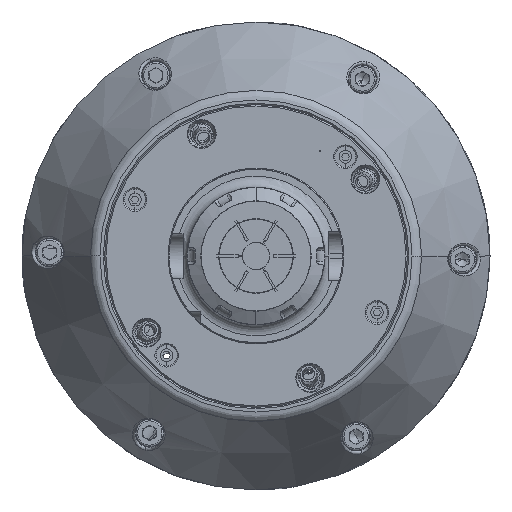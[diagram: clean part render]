
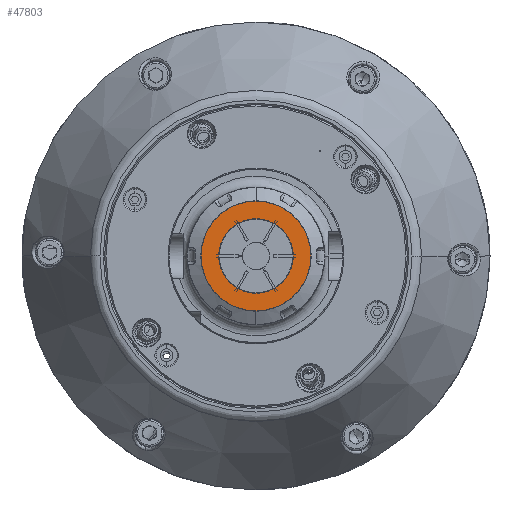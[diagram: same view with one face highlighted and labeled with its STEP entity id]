
A CAD part, left-side view. The second image highlights one B-rep face of the part: STEP entity #47803.
In plain terms, the highlighted planar face has unit normal (-1, 0, 0).
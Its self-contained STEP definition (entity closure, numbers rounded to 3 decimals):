
#5710 = AXIS2_PLACEMENT_3D ( 'NONE', #40640, #40641, #40642 ) ;
#5711 = AXIS2_PLACEMENT_3D ( 'NONE', #40644, #40645, #40646 ) ;
#5712 = AXIS2_PLACEMENT_3D ( 'NONE', #40647, #40648, #40649 ) ;
#5722 = AXIS2_PLACEMENT_3D ( 'NONE', #40688, #40689, #40690 ) ;
#6063 = FACE_OUTER_BOUND ( 'NONE', #37790, .T. ) ;
#6067 = FACE_BOUND ( 'NONE', #37785, .T. ) ;
#13418 = EDGE_CURVE ( 'NONE', #30958, #30661, #41339, .T. ) ;
#13420 = EDGE_CURVE ( 'NONE', #30678, #30520, #41342, .T. ) ;
#13422 = EDGE_CURVE ( 'NONE', #30520, #30678, #41338, .T. ) ;
#13452 = EDGE_CURVE ( 'NONE', #30661, #30958, #41323, .T. ) ;
#29359 = CARTESIAN_POINT ( 'NONE',  ( -103.97, 0., 13.55 ) ) ;
#29362 = PLANE ( 'NONE',  #53512 ) ;
#29364 = DIRECTION ( 'NONE',  ( -1., 0., 0. ) ) ;
#29365 = DIRECTION ( 'NONE',  ( 0., 0., -1. ) ) ;
#30520 = VERTEX_POINT ( 'NONE', #34974 ) ;
#30661 = VERTEX_POINT ( 'NONE', #35043 ) ;
#30678 = VERTEX_POINT ( 'NONE', #35051 ) ;
#30958 = VERTEX_POINT ( 'NONE', #35187 ) ;
#31754 = ORIENTED_EDGE ( 'NONE', *, *, #13422, .T. ) ;
#31757 = ORIENTED_EDGE ( 'NONE', *, *, #13420, .T. ) ;
#31759 = ORIENTED_EDGE ( 'NONE', *, *, #13452, .F. ) ;
#31761 = ORIENTED_EDGE ( 'NONE', *, *, #13418, .F. ) ;
#34974 = CARTESIAN_POINT ( 'NONE',  ( -103.97, 0., 13.55 ) ) ;
#35043 = CARTESIAN_POINT ( 'NONE',  ( -103.97, 0., 19.946 ) ) ;
#35051 = CARTESIAN_POINT ( 'NONE',  ( -103.97, 0., -13.55 ) ) ;
#35187 = CARTESIAN_POINT ( 'NONE',  ( -103.97, 0., -19.946 ) ) ;
#37785 = EDGE_LOOP ( 'NONE', ( #31754, #31757 ) ) ;
#37790 = EDGE_LOOP ( 'NONE', ( #31759, #31761 ) ) ;
#40640 = CARTESIAN_POINT ( 'NONE',  ( -103.97, 0., 0. ) ) ;
#40641 = DIRECTION ( 'NONE',  ( 1., 0., 0. ) ) ;
#40642 = DIRECTION ( 'NONE',  ( 0., 0., 1. ) ) ;
#40644 = CARTESIAN_POINT ( 'NONE',  ( -103.97, 0., 0. ) ) ;
#40645 = DIRECTION ( 'NONE',  ( 1., 0., 0. ) ) ;
#40646 = DIRECTION ( 'NONE',  ( 0., 0., 1. ) ) ;
#40647 = CARTESIAN_POINT ( 'NONE',  ( -103.97, 0., 0. ) ) ;
#40648 = DIRECTION ( 'NONE',  ( 1., 0., 0. ) ) ;
#40649 = DIRECTION ( 'NONE',  ( 0., 0., 1. ) ) ;
#40688 = CARTESIAN_POINT ( 'NONE',  ( -103.97, 0., 0. ) ) ;
#40689 = DIRECTION ( 'NONE',  ( 1., 0., 0. ) ) ;
#40690 = DIRECTION ( 'NONE',  ( 0., 0., 1. ) ) ;
#41323 = CIRCLE ( 'NONE', #5722, 19.946 ) ;
#41338 = CIRCLE ( 'NONE', #5712, 13.55 ) ;
#41339 = CIRCLE ( 'NONE', #5710, 19.946 ) ;
#41342 = CIRCLE ( 'NONE', #5711, 13.55 ) ;
#47803 = ADVANCED_FACE ( 'NONE', ( #6067, #6063 ), #29362, .T. ) ;
#53512 = AXIS2_PLACEMENT_3D ( 'NONE', #29359, #29364, #29365 ) ;
